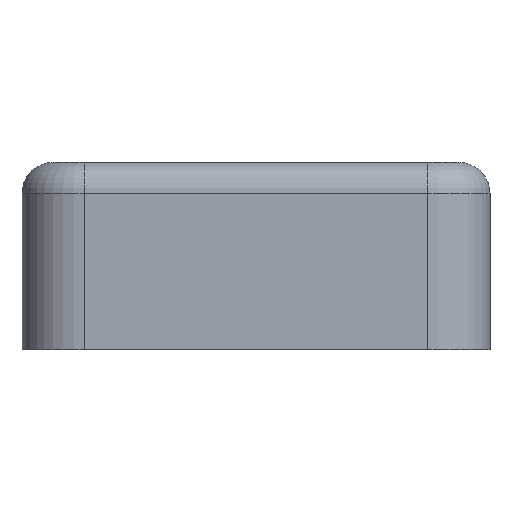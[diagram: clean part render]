
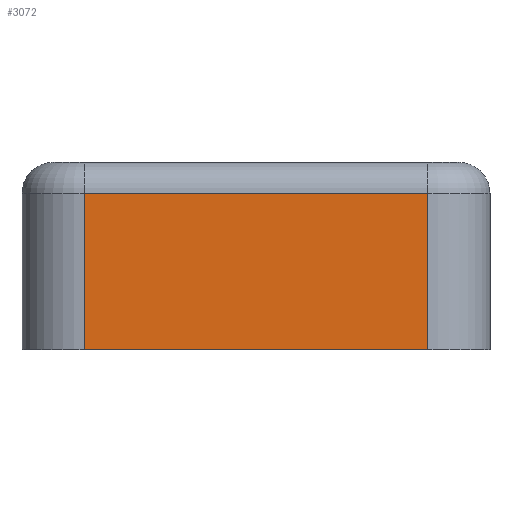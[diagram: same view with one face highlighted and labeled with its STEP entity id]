
A CAD part, left-side view. The second image highlights one B-rep face of the part: STEP entity #3072.
In plain terms, the highlighted planar face has unit normal (-1, 0, 0).
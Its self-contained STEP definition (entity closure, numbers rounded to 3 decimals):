
#101 = CYLINDRICAL_SURFACE('',#102,1.);
#102 = AXIS2_PLACEMENT_3D('',#103,#104,#105);
#103 = CARTESIAN_POINT('',(1.,2.,5.));
#104 = DIRECTION('',(0.,1.,0.));
#105 = DIRECTION('',(0.,0.,1.));
#943 = VERTEX_POINT('',#944);
#944 = CARTESIAN_POINT('',(0.,2.,5.));
#979 = CYLINDRICAL_SURFACE('',#980,2.);
#980 = AXIS2_PLACEMENT_3D('',#981,#982,#983);
#981 = CARTESIAN_POINT('',(2.,2.,0.));
#982 = DIRECTION('',(-0.,-0.,-1.));
#983 = DIRECTION('',(1.,0.,0.));
#1048 = EDGE_CURVE('',#943,#1049,#1051,.T.);
#1049 = VERTEX_POINT('',#1050);
#1050 = CARTESIAN_POINT('',(0.,13.,5.));
#1051 = SURFACE_CURVE('',#1052,(#1056,#1063),.PCURVE_S1.);
#1052 = LINE('',#1053,#1054);
#1053 = CARTESIAN_POINT('',(0.,2.,5.));
#1054 = VECTOR('',#1055,1.);
#1055 = DIRECTION('',(0.,1.,0.));
#1056 = PCURVE('',#101,#1057);
#1057 = DEFINITIONAL_REPRESENTATION('',(#1058),#1062);
#1058 = LINE('',#1059,#1060);
#1059 = CARTESIAN_POINT('',(-1.571,0.));
#1060 = VECTOR('',#1061,1.);
#1061 = DIRECTION('',(-0.,1.));
#1062 = ( GEOMETRIC_REPRESENTATION_CONTEXT(2) 
PARAMETRIC_REPRESENTATION_CONTEXT() REPRESENTATION_CONTEXT('2D SPACE',''
  ) );
#1063 = PCURVE('',#1064,#1069);
#1064 = PLANE('',#1065);
#1065 = AXIS2_PLACEMENT_3D('',#1066,#1067,#1068);
#1066 = CARTESIAN_POINT('',(0.,7.5,3.));
#1067 = DIRECTION('',(-1.,-0.,-0.));
#1068 = DIRECTION('',(0.,0.,-1.));
#1069 = DEFINITIONAL_REPRESENTATION('',(#1070),#1074);
#1070 = LINE('',#1071,#1072);
#1071 = CARTESIAN_POINT('',(-2.,5.5));
#1072 = VECTOR('',#1073,1.);
#1073 = DIRECTION('',(0.,-1.));
#1074 = ( GEOMETRIC_REPRESENTATION_CONTEXT(2) 
PARAMETRIC_REPRESENTATION_CONTEXT() REPRESENTATION_CONTEXT('2D SPACE',''
  ) );
#1193 = CYLINDRICAL_SURFACE('',#1194,2.);
#1194 = AXIS2_PLACEMENT_3D('',#1195,#1196,#1197);
#1195 = CARTESIAN_POINT('',(2.,13.,0.));
#1196 = DIRECTION('',(-0.,-0.,-1.));
#1197 = DIRECTION('',(1.,0.,0.));
#1667 = PLANE('',#1668);
#1668 = AXIS2_PLACEMENT_3D('',#1669,#1670,#1671);
#1669 = CARTESIAN_POINT('',(17.,7.5,0.));
#1670 = DIRECTION('',(-0.,-0.,-1.));
#1671 = DIRECTION('',(-1.,0.,0.));
#2975 = VERTEX_POINT('',#2976);
#2976 = CARTESIAN_POINT('',(0.,2.,0.));
#3002 = EDGE_CURVE('',#2975,#943,#3003,.T.);
#3003 = SURFACE_CURVE('',#3004,(#3008,#3015),.PCURVE_S1.);
#3004 = LINE('',#3005,#3006);
#3005 = CARTESIAN_POINT('',(0.,2.,0.));
#3006 = VECTOR('',#3007,1.);
#3007 = DIRECTION('',(0.,0.,1.));
#3008 = PCURVE('',#979,#3009);
#3009 = DEFINITIONAL_REPRESENTATION('',(#3010),#3014);
#3010 = LINE('',#3011,#3012);
#3011 = CARTESIAN_POINT('',(-3.142,0.));
#3012 = VECTOR('',#3013,1.);
#3013 = DIRECTION('',(-0.,-1.));
#3014 = ( GEOMETRIC_REPRESENTATION_CONTEXT(2) 
PARAMETRIC_REPRESENTATION_CONTEXT() REPRESENTATION_CONTEXT('2D SPACE',''
  ) );
#3015 = PCURVE('',#1064,#3016);
#3016 = DEFINITIONAL_REPRESENTATION('',(#3017),#3021);
#3017 = LINE('',#3018,#3019);
#3018 = CARTESIAN_POINT('',(3.,5.5));
#3019 = VECTOR('',#3020,1.);
#3020 = DIRECTION('',(-1.,0.));
#3021 = ( GEOMETRIC_REPRESENTATION_CONTEXT(2) 
PARAMETRIC_REPRESENTATION_CONTEXT() REPRESENTATION_CONTEXT('2D SPACE',''
  ) );
#3072 = ADVANCED_FACE('',(#3073),#1064,.T.);
#3073 = FACE_BOUND('',#3074,.T.);
#3074 = EDGE_LOOP('',(#3075,#3076,#3077,#3100));
#3075 = ORIENTED_EDGE('',*,*,#3002,.T.);
#3076 = ORIENTED_EDGE('',*,*,#1048,.T.);
#3077 = ORIENTED_EDGE('',*,*,#3078,.F.);
#3078 = EDGE_CURVE('',#3079,#1049,#3081,.T.);
#3079 = VERTEX_POINT('',#3080);
#3080 = CARTESIAN_POINT('',(0.,13.,0.));
#3081 = SURFACE_CURVE('',#3082,(#3086,#3093),.PCURVE_S1.);
#3082 = LINE('',#3083,#3084);
#3083 = CARTESIAN_POINT('',(0.,13.,3.5));
#3084 = VECTOR('',#3085,1.);
#3085 = DIRECTION('',(0.,0.,1.));
#3086 = PCURVE('',#1064,#3087);
#3087 = DEFINITIONAL_REPRESENTATION('',(#3088),#3092);
#3088 = LINE('',#3089,#3090);
#3089 = CARTESIAN_POINT('',(-0.5,-5.5));
#3090 = VECTOR('',#3091,1.);
#3091 = DIRECTION('',(-1.,0.));
#3092 = ( GEOMETRIC_REPRESENTATION_CONTEXT(2) 
PARAMETRIC_REPRESENTATION_CONTEXT() REPRESENTATION_CONTEXT('2D SPACE',''
  ) );
#3093 = PCURVE('',#1193,#3094);
#3094 = DEFINITIONAL_REPRESENTATION('',(#3095),#3099);
#3095 = LINE('',#3096,#3097);
#3096 = CARTESIAN_POINT('',(-3.142,-3.5));
#3097 = VECTOR('',#3098,1.);
#3098 = DIRECTION('',(-0.,-1.));
#3099 = ( GEOMETRIC_REPRESENTATION_CONTEXT(2) 
PARAMETRIC_REPRESENTATION_CONTEXT() REPRESENTATION_CONTEXT('2D SPACE',''
  ) );
#3100 = ORIENTED_EDGE('',*,*,#3101,.F.);
#3101 = EDGE_CURVE('',#2975,#3079,#3102,.T.);
#3102 = SURFACE_CURVE('',#3103,(#3107,#3114),.PCURVE_S1.);
#3103 = LINE('',#3104,#3105);
#3104 = CARTESIAN_POINT('',(0.,2.,0.));
#3105 = VECTOR('',#3106,1.);
#3106 = DIRECTION('',(0.,1.,0.));
#3107 = PCURVE('',#1064,#3108);
#3108 = DEFINITIONAL_REPRESENTATION('',(#3109),#3113);
#3109 = LINE('',#3110,#3111);
#3110 = CARTESIAN_POINT('',(3.,5.5));
#3111 = VECTOR('',#3112,1.);
#3112 = DIRECTION('',(0.,-1.));
#3113 = ( GEOMETRIC_REPRESENTATION_CONTEXT(2) 
PARAMETRIC_REPRESENTATION_CONTEXT() REPRESENTATION_CONTEXT('2D SPACE',''
  ) );
#3114 = PCURVE('',#1667,#3115);
#3115 = DEFINITIONAL_REPRESENTATION('',(#3116),#3120);
#3116 = LINE('',#3117,#3118);
#3117 = CARTESIAN_POINT('',(17.,-5.5));
#3118 = VECTOR('',#3119,1.);
#3119 = DIRECTION('',(0.,1.));
#3120 = ( GEOMETRIC_REPRESENTATION_CONTEXT(2) 
PARAMETRIC_REPRESENTATION_CONTEXT() REPRESENTATION_CONTEXT('2D SPACE',''
  ) );
